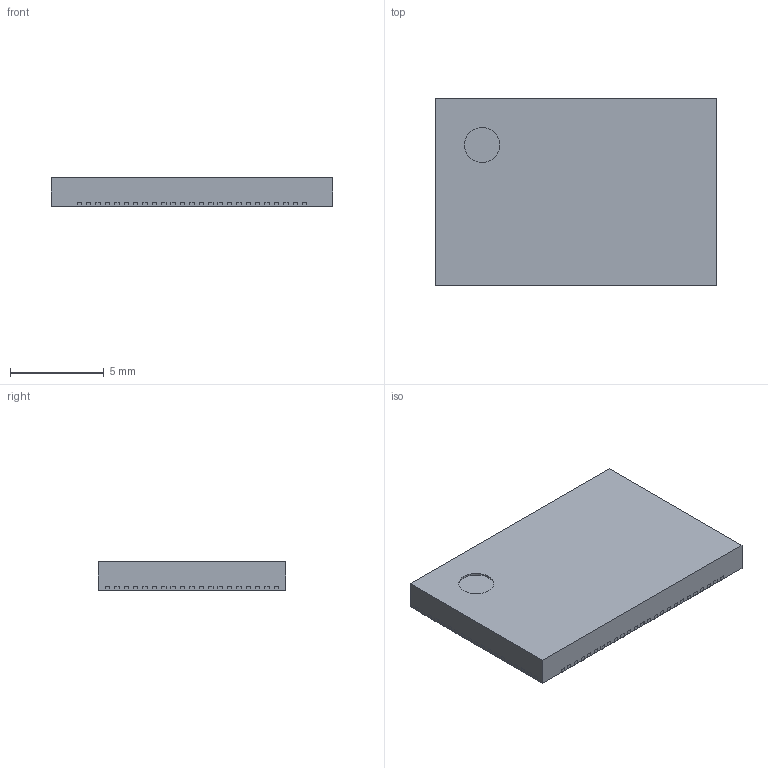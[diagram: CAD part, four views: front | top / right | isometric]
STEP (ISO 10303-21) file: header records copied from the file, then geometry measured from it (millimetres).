
FILE_DESCRIPTION(('Open CASCADE Model'),'2;1');
FILE_NAME('Open CASCADE Shape Model','2020-12-10T18:57:42',('Author'),( 'Open CASCADE'),'Open CASCADE STEP processor 6.8','Open CASCADE 6.8' ,'Unknown');
FILE_SCHEMA(('AUTOMOTIVE_DESIGN_CC2 { 1 2 10303 214 -1 1 5 4 }'));
Length unit declared in the file: millimetre
Products named in the file (6): QFN50P1500X1000X150-88N.step; Open CASCADE STEP translator 6.8 13.1; Body; Open CASCADE STEP translator 6.8 13.2.1; Pin_Shape; Open CASCADE STEP translator 6.8 13.3.1
Assembly tree (92 placements, depth 3):
  QFN50P1500X1000X150-88N.step
    Open CASCADE STEP translator 6.8 13.1
    Body
      Open CASCADE STEP translator 6.8 13.2.1
    Pin_Shape  x88
      Open CASCADE STEP translator 6.8 13.3.1
Bounding box: 15 x 10 x 1.5 mm (x, y, z)
Volume: 224.7 mm3; surface area: 406 mm2
Topology: 89 solids, 90 shells, 1241 faces, 2480 edges, 1419 vertices
Faces by surface type: plane 1240, cylinder 1
Full cylindrical faces by diameter (mm): 1.875 x1
Entity records: 1958 total; most frequent: DIRECTION 363, CARTESIAN_POINT 282, LINE 123, VECTOR 123, AXIS2_PLACEMENT_3D 119, PRODUCT_DEFINITION_SHAPE 98, CONTEXT_DEPENDENT_SHAPE_REPRESENTATION 92, ITEM_DEFINED_TRANSFORMATION 92
